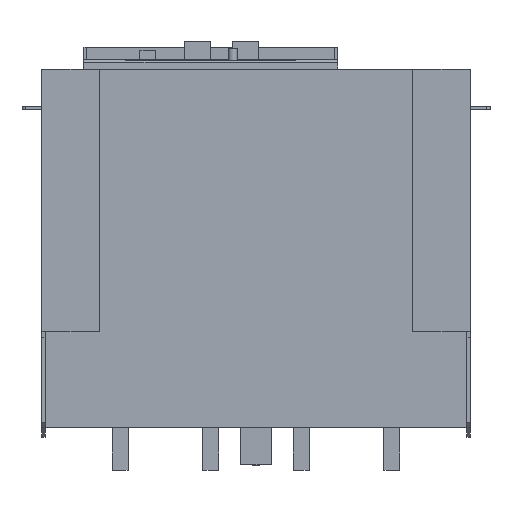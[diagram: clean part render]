
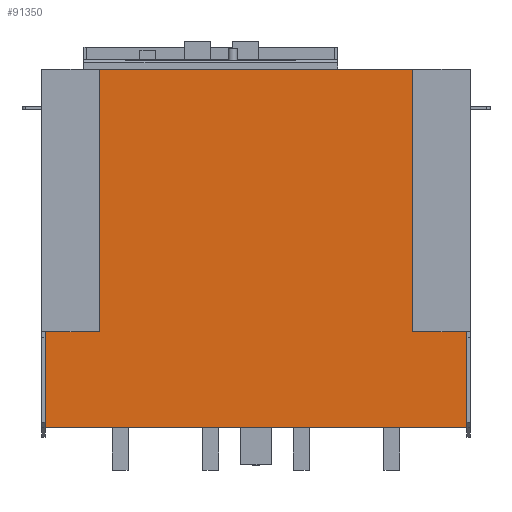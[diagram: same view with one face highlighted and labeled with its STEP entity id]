
A CAD part, front view. The second image highlights one B-rep face of the part: STEP entity #91350.
In plain terms, the highlighted planar face has unit normal (0, -1, 0).
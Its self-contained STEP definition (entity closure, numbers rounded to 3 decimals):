
#89800=CARTESIAN_POINT('',(1740.31,195.666,-345.));
#89810=VERTEX_POINT('',#89800);
#89840=CARTESIAN_POINT('',(1740.31,195.666,0.));
#89850=DIRECTION('',(0.,0.,-1.));
#89860=VECTOR('',#89850,1.);
#89870=LINE('',#89840,#89860);
#89880=CARTESIAN_POINT('',(1740.31,195.666,-9.));
#89890=VERTEX_POINT('',#89880);
#89900=EDGE_CURVE('',#89890,#89810,#89870,.T.);
#90590=CARTESIAN_POINT('',(1344.7,195.666,-9.));
#90600=VERTEX_POINT('',#90590);
#90630=CARTESIAN_POINT('',(1344.7,195.666,0.));
#90640=DIRECTION('',(0.,0.,1.));
#90650=VECTOR('',#90640,1.);
#90660=LINE('',#90630,#90650);
#90670=CARTESIAN_POINT('',(1344.7,195.666,-345.));
#90680=VERTEX_POINT('',#90670);
#90690=EDGE_CURVE('',#90680,#90600,#90660,.T.);
#91080=CARTESIAN_POINT('',(0.,195.666,-9.));
#91090=DIRECTION('',(1.,0.,0.));
#91100=VECTOR('',#91090,1.);
#91110=LINE('',#91080,#91100);
#91120=EDGE_CURVE('',#90600,#89890,#91110,.T.);
#91190=CARTESIAN_POINT('',(1658.51,195.666,-345.));
#91200=DIRECTION('',(0.,1.,0.));
#91210=DIRECTION('',(0.,0.,-1.));
#91220=AXIS2_PLACEMENT_3D('',#91190,#91200,#91210);
#91230=PLANE('',#91220);
#91240=ORIENTED_EDGE('',*,*,#89900,.F.);
#91250=CARTESIAN_POINT('',(0.,195.666,-345.));
#91260=DIRECTION('',(-1.,0.,0.));
#91270=VECTOR('',#91260,1.);
#91280=LINE('',#91250,#91270);
#91290=EDGE_CURVE('',#89810,#90680,#91280,.T.);
#91300=ORIENTED_EDGE('',*,*,#91290,.F.);
#91310=ORIENTED_EDGE('',*,*,#90690,.F.);
#91320=ORIENTED_EDGE('',*,*,#91120,.F.);
#91330=EDGE_LOOP('',(#91320,#91310,#91300,#91240));
#91340=FACE_OUTER_BOUND('',#91330,.T.);
#91350=ADVANCED_FACE('',(#91340),#91230,.F.);
